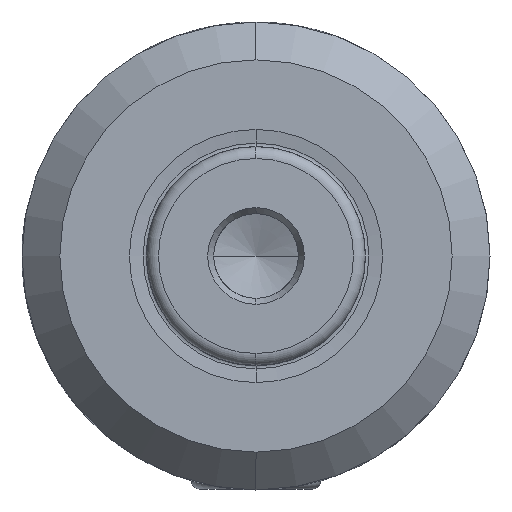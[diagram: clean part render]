
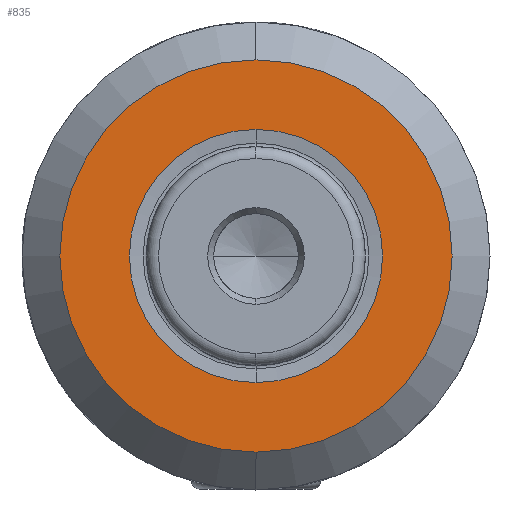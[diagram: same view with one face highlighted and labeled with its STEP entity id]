
A CAD part, left-side view. The second image highlights one B-rep face of the part: STEP entity #835.
In plain terms, the highlighted planar face has unit normal (-1, 0, 0).
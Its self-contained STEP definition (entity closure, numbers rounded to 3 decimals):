
#697 = DIRECTION ( 'NONE',  ( -1., 0., 0. ) ) ;
#835 = ADVANCED_FACE ( 'NONE', ( #13052, #1888 ), #6912, .F. ) ;
#1888 = FACE_OUTER_BOUND ( 'NONE', #17279, .T. ) ;
#2558 = VERTEX_POINT ( 'NONE', #21405 ) ;
#2627 = DIRECTION ( 'NONE',  ( 0., 0., 1. ) ) ;
#2652 = DIRECTION ( 'NONE',  ( -1., 0., 0. ) ) ;
#3257 = AXIS2_PLACEMENT_3D ( 'NONE', #13135, #22983, #10867 ) ;
#3350 = CARTESIAN_POINT ( 'NONE',  ( -71.75, 0., -19.7 ) ) ;
#3539 = CARTESIAN_POINT ( 'NONE',  ( -71.75, 0., 19.7 ) ) ;
#4185 = DIRECTION ( 'NONE',  ( 0., 0., 1. ) ) ;
#5922 = CARTESIAN_POINT ( 'NONE',  ( -71.75, 0., -12.715 ) ) ;
#6554 = AXIS2_PLACEMENT_3D ( 'NONE', #10420, #2652, #24527 ) ;
#6912 = PLANE ( 'NONE',  #3257 ) ;
#7356 = EDGE_LOOP ( 'NONE', ( #7961, #23446 ) ) ;
#7961 = ORIENTED_EDGE ( 'NONE', *, *, #23951, .F. ) ;
#9143 = EDGE_CURVE ( 'NONE', #17174, #13710, #24685, .T. ) ;
#10420 = CARTESIAN_POINT ( 'NONE',  ( -71.75, 0., 0. ) ) ;
#10568 = CARTESIAN_POINT ( 'NONE',  ( -71.75, 0., 0. ) ) ;
#10867 = DIRECTION ( 'NONE',  ( 0., 0., -1. ) ) ;
#12610 = EDGE_CURVE ( 'NONE', #15182, #2558, #19867, .T. ) ;
#12751 = CARTESIAN_POINT ( 'NONE',  ( -71.75, 0., 0. ) ) ;
#13052 = FACE_BOUND ( 'NONE', #7356, .T. ) ;
#13135 = CARTESIAN_POINT ( 'NONE',  ( -71.75, 12.715, 0. ) ) ;
#13710 = VERTEX_POINT ( 'NONE', #3350 ) ;
#13927 = AXIS2_PLACEMENT_3D ( 'NONE', #10568, #697, #14692 ) ;
#14070 = CARTESIAN_POINT ( 'NONE',  ( -71.75, 0., 0. ) ) ;
#14599 = DIRECTION ( 'NONE',  ( -1., 0., 0. ) ) ;
#14641 = ORIENTED_EDGE ( 'NONE', *, *, #9143, .T. ) ;
#14692 = DIRECTION ( 'NONE',  ( 0., 0., 1. ) ) ;
#15099 = AXIS2_PLACEMENT_3D ( 'NONE', #12751, #14599, #2627 ) ;
#15182 = VERTEX_POINT ( 'NONE', #5922 ) ;
#17108 = CIRCLE ( 'NONE', #13927, 12.715 ) ;
#17174 = VERTEX_POINT ( 'NONE', #3539 ) ;
#17279 = EDGE_LOOP ( 'NONE', ( #22035, #14641 ) ) ;
#19867 = CIRCLE ( 'NONE', #15099, 12.715 ) ;
#19953 = DIRECTION ( 'NONE',  ( -1., 0., 0. ) ) ;
#20594 = EDGE_CURVE ( 'NONE', #13710, #17174, #20697, .T. ) ;
#20697 = CIRCLE ( 'NONE', #6554, 19.7 ) ;
#21405 = CARTESIAN_POINT ( 'NONE',  ( -71.75, 0., 12.715 ) ) ;
#22035 = ORIENTED_EDGE ( 'NONE', *, *, #20594, .T. ) ;
#22983 = DIRECTION ( 'NONE',  ( 1., 0., 0. ) ) ;
#23446 = ORIENTED_EDGE ( 'NONE', *, *, #12610, .F. ) ;
#23951 = EDGE_CURVE ( 'NONE', #2558, #15182, #17108, .T. ) ;
#24527 = DIRECTION ( 'NONE',  ( 0., 0., 1. ) ) ;
#24685 = CIRCLE ( 'NONE', #25896, 19.7 ) ;
#25896 = AXIS2_PLACEMENT_3D ( 'NONE', #14070, #19953, #4185 ) ;
